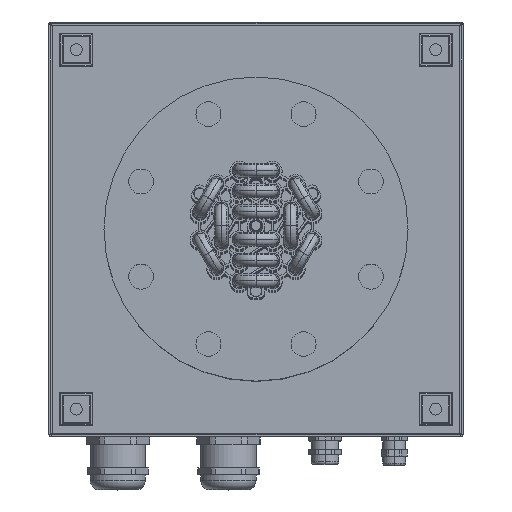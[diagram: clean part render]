
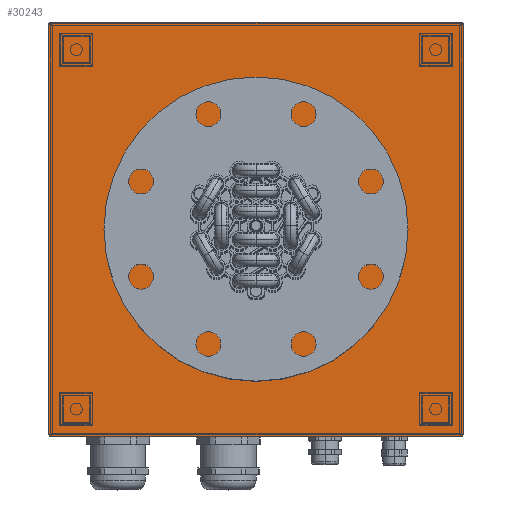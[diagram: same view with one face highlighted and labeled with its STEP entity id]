
A CAD part, top view. The second image highlights one B-rep face of the part: STEP entity #30243.
In plain terms, the highlighted face is planar.
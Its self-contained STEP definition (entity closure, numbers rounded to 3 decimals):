
#2541 = CARTESIAN_POINT ( 'NONE',  ( -148., 148., -4. ) ) ;
#3245 = LINE ( 'NONE', #37946, #23650 ) ;
#3398 = DIRECTION ( 'NONE',  ( 0., 1., 0. ) ) ;
#3913 = VERTEX_POINT ( 'NONE', #21349 ) ;
#4031 = AXIS2_PLACEMENT_3D ( 'NONE', #20034, #38042, #24193 ) ;
#4110 = VERTEX_POINT ( 'NONE', #23225 ) ;
#4693 = EDGE_CURVE ( 'NONE', #25044, #43342, #32829, .T. ) ;
#4790 = CIRCLE ( 'NONE', #4031, 2. ) ;
#6174 = CARTESIAN_POINT ( 'NONE',  ( 148., 148., -4. ) ) ;
#7451 = DIRECTION ( 'NONE',  ( 0., 0., 1. ) ) ;
#7486 = ORIENTED_EDGE ( 'NONE', *, *, #33411, .F. ) ;
#8721 = LINE ( 'NONE', #22862, #8896 ) ;
#8896 = VECTOR ( 'NONE', #44103, 1000. ) ;
#9041 = VERTEX_POINT ( 'NONE', #42619 ) ;
#9068 = VECTOR ( 'NONE', #3398, 1000. ) ;
#9405 = DIRECTION ( 'NONE',  ( -1., 0., 0. ) ) ;
#10902 = CARTESIAN_POINT ( 'NONE',  ( -150., 148., -4. ) ) ;
#11378 = VERTEX_POINT ( 'NONE', #12572 ) ;
#11934 = DIRECTION ( 'NONE',  ( 1., 0., 0. ) ) ;
#12120 = CIRCLE ( 'NONE', #45331, 58.15 ) ;
#12217 = ORIENTED_EDGE ( 'NONE', *, *, #23587, .F. ) ;
#12248 = CARTESIAN_POINT ( 'NONE',  ( -148., -148., -4. ) ) ;
#12572 = CARTESIAN_POINT ( 'NONE',  ( -148., -150., -4. ) ) ;
#12664 = ORIENTED_EDGE ( 'NONE', *, *, #4693, .F. ) ;
#13661 = DIRECTION ( 'NONE',  ( 1., 0., 0. ) ) ;
#15268 = DIRECTION ( 'NONE',  ( 0., 0., 1. ) ) ;
#17061 = EDGE_CURVE ( 'NONE', #3913, #21193, #12120, .T. ) ;
#17282 = CARTESIAN_POINT ( 'NONE',  ( 148., -150., -4. ) ) ;
#17456 = DIRECTION ( 'NONE',  ( 0., 0., 1. ) ) ;
#18063 = AXIS2_PLACEMENT_3D ( 'NONE', #18669, #32770, #11934 ) ;
#18101 = DIRECTION ( 'NONE',  ( 1., 0., 0. ) ) ;
#18669 = CARTESIAN_POINT ( 'NONE',  ( 0., 0., -4. ) ) ;
#18721 = AXIS2_PLACEMENT_3D ( 'NONE', #41746, #17456, #28125 ) ;
#18925 = AXIS2_PLACEMENT_3D ( 'NONE', #6174, #20755, #9405 ) ;
#19617 = DIRECTION ( 'NONE',  ( -1., 0., 0. ) ) ;
#19843 = FACE_OUTER_BOUND ( 'NONE', #26749, .T. ) ;
#19891 = EDGE_CURVE ( 'NONE', #43342, #24422, #3245, .T. ) ;
#20025 = ORIENTED_EDGE ( 'NONE', *, *, #17061, .T. ) ;
#20034 = CARTESIAN_POINT ( 'NONE',  ( 148., 148., -4. ) ) ;
#20755 = DIRECTION ( 'NONE',  ( 0., 0., -1. ) ) ;
#21132 = VERTEX_POINT ( 'NONE', #45342 ) ;
#21193 = VERTEX_POINT ( 'NONE', #38179 ) ;
#21349 = CARTESIAN_POINT ( 'NONE',  ( 58.15, 0., -4. ) ) ;
#22372 = EDGE_CURVE ( 'NONE', #24422, #11378, #26767, .T. ) ;
#22862 = CARTESIAN_POINT ( 'NONE',  ( -148., -150., -4. ) ) ;
#23225 = CARTESIAN_POINT ( 'NONE',  ( 148., 150., -4. ) ) ;
#23587 = EDGE_CURVE ( 'NONE', #44228, #21132, #35694, .T. ) ;
#23650 = VECTOR ( 'NONE', #24791, 1000. ) ;
#23864 = DIRECTION ( 'NONE',  ( 0., 0., 1. ) ) ;
#24193 = DIRECTION ( 'NONE',  ( -1., 0., 0. ) ) ;
#24364 = ORIENTED_EDGE ( 'NONE', *, *, #22372, .F. ) ;
#24422 = VERTEX_POINT ( 'NONE', #36918 ) ;
#24501 = EDGE_CURVE ( 'NONE', #21193, #3913, #25476, .T. ) ;
#24544 = EDGE_CURVE ( 'NONE', #9041, #4110, #4790, .T. ) ;
#24791 = DIRECTION ( 'NONE',  ( 0., -1., 0. ) ) ;
#25044 = VERTEX_POINT ( 'NONE', #38679 ) ;
#25476 = CIRCLE ( 'NONE', #18063, 58.15 ) ;
#26566 = CARTESIAN_POINT ( 'NONE',  ( -148., 150., -4. ) ) ;
#26644 = ORIENTED_EDGE ( 'NONE', *, *, #24544, .F. ) ;
#26749 = EDGE_LOOP ( 'NONE', ( #26644, #44840, #12217, #7486, #24364, #44669, #12664, #28520 ) ) ;
#26767 = CIRCLE ( 'NONE', #27486, 2. ) ;
#27486 = AXIS2_PLACEMENT_3D ( 'NONE', #12248, #15268, #30091 ) ;
#27961 = CARTESIAN_POINT ( 'NONE',  ( 150., 148., -4. ) ) ;
#28125 = DIRECTION ( 'NONE',  ( 1., 0., 0. ) ) ;
#28520 = ORIENTED_EDGE ( 'NONE', *, *, #33364, .F. ) ;
#30091 = DIRECTION ( 'NONE',  ( 1., 0., 0. ) ) ;
#30243 = ADVANCED_FACE ( 'NONE', ( #41787, #19843 ), #37852, .T. ) ;
#31976 = CARTESIAN_POINT ( 'NONE',  ( 0., 0., -4. ) ) ;
#32770 = DIRECTION ( 'NONE',  ( 0., 0., 1. ) ) ;
#32829 = CIRCLE ( 'NONE', #35814, 2. ) ;
#33364 = EDGE_CURVE ( 'NONE', #4110, #25044, #37177, .T. ) ;
#33411 = EDGE_CURVE ( 'NONE', #11378, #44228, #8721, .T. ) ;
#35097 = LINE ( 'NONE', #27961, #9068 ) ;
#35694 = CIRCLE ( 'NONE', #18721, 2. ) ;
#35814 = AXIS2_PLACEMENT_3D ( 'NONE', #2541, #23864, #13661 ) ;
#36918 = CARTESIAN_POINT ( 'NONE',  ( -150., -148., -4. ) ) ;
#36981 = VECTOR ( 'NONE', #19617, 1000. ) ;
#37177 = LINE ( 'NONE', #26566, #36981 ) ;
#37852 = PLANE ( 'NONE',  #18925 ) ;
#37946 = CARTESIAN_POINT ( 'NONE',  ( -150., 148., -4. ) ) ;
#38042 = DIRECTION ( 'NONE',  ( 0., 0., 1. ) ) ;
#38179 = CARTESIAN_POINT ( 'NONE',  ( -58.15, 0., -4. ) ) ;
#38679 = CARTESIAN_POINT ( 'NONE',  ( -148., 150., -4. ) ) ;
#41666 = ORIENTED_EDGE ( 'NONE', *, *, #24501, .T. ) ;
#41746 = CARTESIAN_POINT ( 'NONE',  ( 148., -148., -4. ) ) ;
#41787 = FACE_BOUND ( 'NONE', #44203, .T. ) ;
#42619 = CARTESIAN_POINT ( 'NONE',  ( 150., 148., -4. ) ) ;
#43342 = VERTEX_POINT ( 'NONE', #10902 ) ;
#44103 = DIRECTION ( 'NONE',  ( 1., 0., 0. ) ) ;
#44203 = EDGE_LOOP ( 'NONE', ( #20025, #41666 ) ) ;
#44228 = VERTEX_POINT ( 'NONE', #17282 ) ;
#44669 = ORIENTED_EDGE ( 'NONE', *, *, #19891, .F. ) ;
#44840 = ORIENTED_EDGE ( 'NONE', *, *, #45361, .F. ) ;
#45331 = AXIS2_PLACEMENT_3D ( 'NONE', #31976, #7451, #18101 ) ;
#45342 = CARTESIAN_POINT ( 'NONE',  ( 150., -148., -4. ) ) ;
#45361 = EDGE_CURVE ( 'NONE', #21132, #9041, #35097, .T. ) ;
